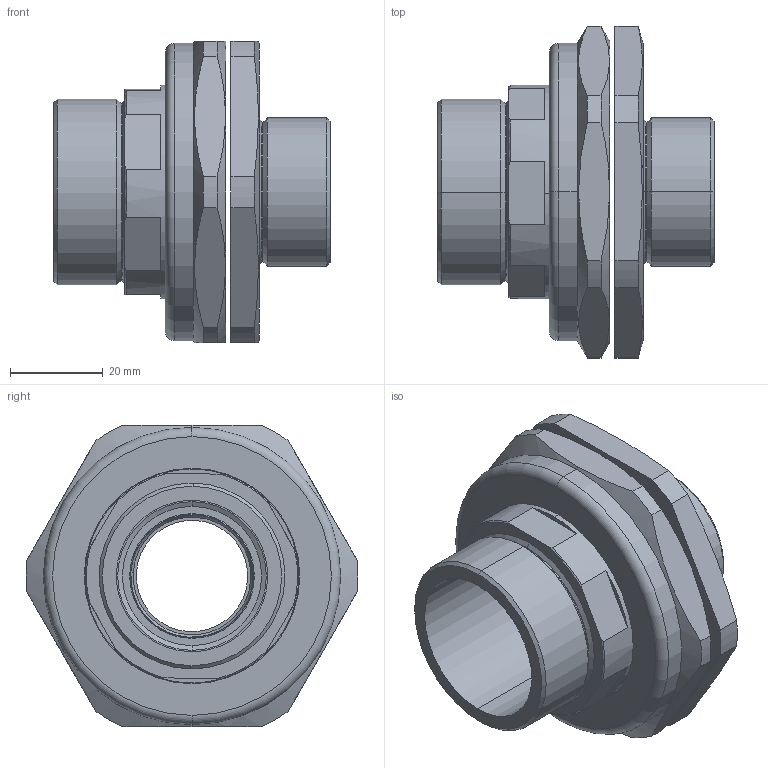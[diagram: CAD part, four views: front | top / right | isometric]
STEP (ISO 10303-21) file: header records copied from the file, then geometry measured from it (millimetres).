
FILE_DESCRIPTION (( 'STEP AP203' ), '1' );
FILE_NAME ('PX780REXDM4MM5M.STEP', '2019-06-11T13:20:58', ( '' ), ( '' ), 'SwSTEP 2.0', 'SolidWorks 2017', '' );
FILE_SCHEMA (( 'CONFIG_CONTROL_DESIGN' ));
Length unit declared in the file: millimetre
Products named in the file (1): PX780REXDM4MM5M
Bounding box: 59.46 x 71.47 x 65 mm (x, y, z)
Surface area: 23920.4 mm2 (no closed solid volume)
Topology: 0 solids, 4 shells, 101 faces, 252 edges, 160 vertices
Faces by surface type: cylinder 34, plane 33, cone 32, torus 2
Entity records: 3246 total; most frequent: CARTESIAN_POINT 742, DIRECTION 532, ORIENTED_EDGE 488, EDGE_CURVE 252, AXIS2_PLACEMENT_3D 218, VERTEX_POINT 160, CIRCLE 116, EDGE_LOOP 110
